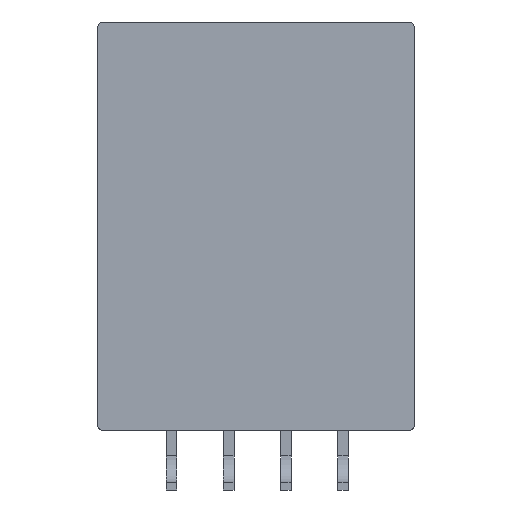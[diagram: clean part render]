
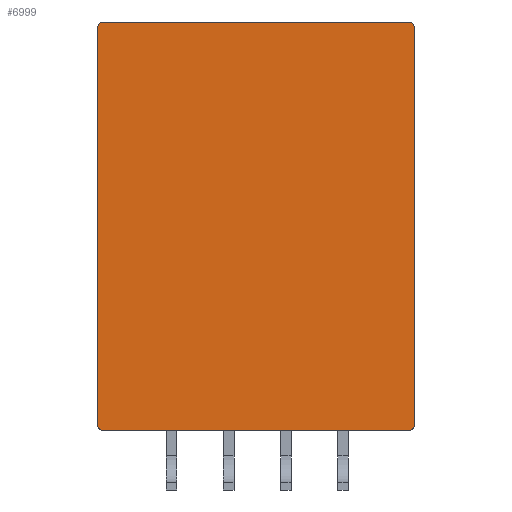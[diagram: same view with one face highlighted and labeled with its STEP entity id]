
A CAD part, front view. The second image highlights one B-rep face of the part: STEP entity #6999.
In plain terms, the highlighted planar face has unit normal (0, -1, 0).
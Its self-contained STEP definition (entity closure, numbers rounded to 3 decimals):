
#6769=CARTESIAN_POINT('',(-7.,-1.2,3.45));
#6770=VERTEX_POINT('',#6769);
#6777=CARTESIAN_POINT('',(-7.,-1.2,18.55));
#6778=VERTEX_POINT('',#6777);
#6779=CARTESIAN_POINT('',(-7.,-1.2,18.55));
#6780=DIRECTION('',(0.,0.,-1.));
#6781=VECTOR('',#6780,15.1);
#6782=LINE('',#6779,#6781);
#6783=EDGE_CURVE('',#6778,#6770,#6782,.T.);
#6809=CARTESIAN_POINT('',(4.8,-1.2,3.25));
#6810=VERTEX_POINT('',#6809);
#6817=CARTESIAN_POINT('',(-6.8,-1.2,3.25));
#6818=VERTEX_POINT('',#6817);
#6819=CARTESIAN_POINT('',(-6.8,-1.2,3.25));
#6820=DIRECTION('',(1.,0.,-0.));
#6821=VECTOR('',#6820,11.6);
#6822=LINE('',#6819,#6821);
#6823=EDGE_CURVE('',#6818,#6810,#6822,.T.);
#6839=CARTESIAN_POINT('',(5.,-1.2,3.45));
#6840=VERTEX_POINT('',#6839);
#6841=CARTESIAN_POINT('',(5.,-1.2,18.55));
#6842=VERTEX_POINT('',#6841);
#6843=CARTESIAN_POINT('',(5.,-1.2,3.45));
#6844=DIRECTION('',(-0.,-0.,1.));
#6845=VECTOR('',#6844,15.1);
#6846=LINE('',#6843,#6845);
#6847=EDGE_CURVE('',#6840,#6842,#6846,.T.);
#6879=CARTESIAN_POINT('',(4.8,-1.2,18.75));
#6880=VERTEX_POINT('',#6879);
#6881=CARTESIAN_POINT('',(-6.8,-1.2,18.75));
#6882=VERTEX_POINT('',#6881);
#6883=CARTESIAN_POINT('',(4.8,-1.2,18.75));
#6884=DIRECTION('',(-1.,-0.,0.));
#6885=VECTOR('',#6884,11.6);
#6886=LINE('',#6883,#6885);
#6887=EDGE_CURVE('',#6880,#6882,#6886,.T.);
#6960=CARTESIAN_POINT('',(-1.,-1.2,11.));
#6961=DIRECTION('',(0.,1.,0.));
#6962=DIRECTION('',(1.,0.,0.));
#6963=AXIS2_PLACEMENT_3D('',#6960,#6961,#6962);
#6964=PLANE('',#6963);
#6965=ORIENTED_EDGE('',*,*,#6823,.T.);
#6966=CARTESIAN_POINT('',(4.8,-1.2,3.45));
#6967=DIRECTION('',(-0.,-1.,-0.));
#6968=DIRECTION('',(0.,-0.,1.));
#6969=AXIS2_PLACEMENT_3D('',#6966,#6967,#6968);
#6970=CIRCLE('',#6969,0.2);
#6971=EDGE_CURVE('',#6810,#6840,#6970,.T.);
#6972=ORIENTED_EDGE('',*,*,#6971,.T.);
#6973=ORIENTED_EDGE('',*,*,#6847,.T.);
#6974=CARTESIAN_POINT('',(4.8,-1.2,18.55));
#6975=DIRECTION('',(-0.,-1.,-0.));
#6976=DIRECTION('',(0.,-0.,1.));
#6977=AXIS2_PLACEMENT_3D('',#6974,#6975,#6976);
#6978=CIRCLE('',#6977,0.2);
#6979=EDGE_CURVE('',#6842,#6880,#6978,.T.);
#6980=ORIENTED_EDGE('',*,*,#6979,.T.);
#6981=ORIENTED_EDGE('',*,*,#6887,.T.);
#6982=CARTESIAN_POINT('',(-6.8,-1.2,18.55));
#6983=DIRECTION('',(-0.,-1.,-0.));
#6984=DIRECTION('',(0.,-0.,1.));
#6985=AXIS2_PLACEMENT_3D('',#6982,#6983,#6984);
#6986=CIRCLE('',#6985,0.2);
#6987=EDGE_CURVE('',#6882,#6778,#6986,.T.);
#6988=ORIENTED_EDGE('',*,*,#6987,.T.);
#6989=ORIENTED_EDGE('',*,*,#6783,.T.);
#6990=CARTESIAN_POINT('',(-6.8,-1.2,3.45));
#6991=DIRECTION('',(-0.,-1.,-0.));
#6992=DIRECTION('',(0.,-0.,1.));
#6993=AXIS2_PLACEMENT_3D('',#6990,#6991,#6992);
#6994=CIRCLE('',#6993,0.2);
#6995=EDGE_CURVE('',#6770,#6818,#6994,.T.);
#6996=ORIENTED_EDGE('',*,*,#6995,.T.);
#6997=EDGE_LOOP('',(#6965,#6972,#6973,#6980,#6981,#6988,#6989,#6996));
#6998=FACE_BOUND('',#6997,.T.);
#6999=ADVANCED_FACE('',(#6998),#6964,.F.);
